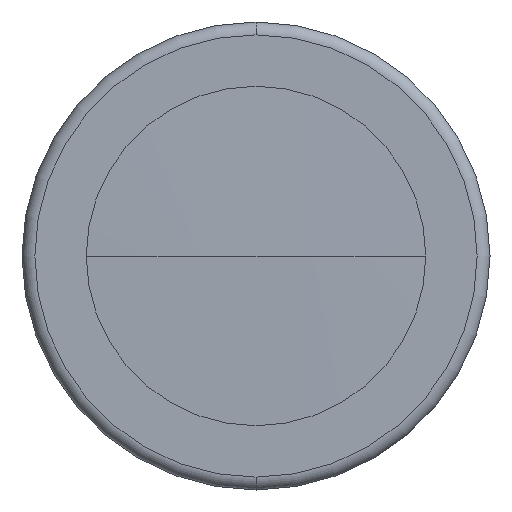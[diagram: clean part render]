
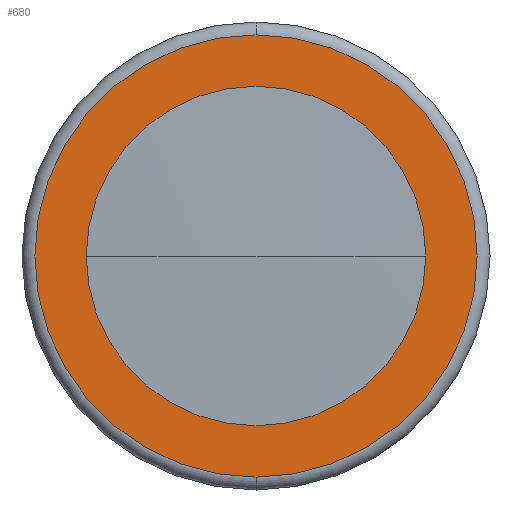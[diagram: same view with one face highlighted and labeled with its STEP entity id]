
A CAD part, front view. The second image highlights one B-rep face of the part: STEP entity #680.
In plain terms, the highlighted planar face has unit normal (0, -1, 0).
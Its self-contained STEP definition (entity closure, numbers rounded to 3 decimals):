
#57 = VERTEX_POINT ( 'NONE', #340 ) ;
#91 = CIRCLE ( 'NONE', #1015, 8.6 ) ;
#144 = AXIS2_PLACEMENT_3D ( 'NONE', #908, #1343, #1936 ) ;
#167 = CARTESIAN_POINT ( 'NONE',  ( 0., 0., 0. ) ) ;
#318 = CARTESIAN_POINT ( 'NONE',  ( 0., 0., -8.6 ) ) ;
#322 = ORIENTED_EDGE ( 'NONE', *, *, #327, .T. ) ;
#327 = EDGE_CURVE ( 'NONE', #57, #2438, #1919, .T. ) ;
#340 = CARTESIAN_POINT ( 'NONE',  ( 0., 0., 8.6 ) ) ;
#421 = ORIENTED_EDGE ( 'NONE', *, *, #708, .T. ) ;
#505 = DIRECTION ( 'NONE',  ( 0., -1., 0. ) ) ;
#555 = CARTESIAN_POINT ( 'NONE',  ( 0., 0., 0. ) ) ;
#562 = PLANE ( 'NONE',  #1665 ) ;
#641 = CIRCLE ( 'NONE', #144, 6.6 ) ;
#663 = ORIENTED_EDGE ( 'NONE', *, *, #1856, .F. ) ;
#673 = VERTEX_POINT ( 'NONE', #2152 ) ;
#680 = ADVANCED_FACE ( 'NONE', ( #737, #749 ), #562, .T. ) ;
#708 = EDGE_CURVE ( 'NONE', #2438, #57, #91, .T. ) ;
#734 = DIRECTION ( 'NONE',  ( 0., 0., -1. ) ) ;
#737 = FACE_OUTER_BOUND ( 'NONE', #1678, .T. ) ;
#749 = FACE_BOUND ( 'NONE', #1877, .T. ) ;
#908 = CARTESIAN_POINT ( 'NONE',  ( 0., 0., 0. ) ) ;
#1015 = AXIS2_PLACEMENT_3D ( 'NONE', #1807, #1616, #2598 ) ;
#1040 = VERTEX_POINT ( 'NONE', #1366 ) ;
#1283 = AXIS2_PLACEMENT_3D ( 'NONE', #1503, #505, #1742 ) ;
#1343 = DIRECTION ( 'NONE',  ( 0., -1., 0. ) ) ;
#1366 = CARTESIAN_POINT ( 'NONE',  ( 0., 0., 6.6 ) ) ;
#1417 = DIRECTION ( 'NONE',  ( 0., 0., -1. ) ) ;
#1503 = CARTESIAN_POINT ( 'NONE',  ( 0., 0., 0. ) ) ;
#1568 = ORIENTED_EDGE ( 'NONE', *, *, #1822, .F. ) ;
#1616 = DIRECTION ( 'NONE',  ( 0., -1., 0. ) ) ;
#1665 = AXIS2_PLACEMENT_3D ( 'NONE', #167, #2032, #1417 ) ;
#1678 = EDGE_LOOP ( 'NONE', ( #421, #322 ) ) ;
#1704 = AXIS2_PLACEMENT_3D ( 'NONE', #555, #1803, #734 ) ;
#1742 = DIRECTION ( 'NONE',  ( 0., 0., -1. ) ) ;
#1757 = CIRCLE ( 'NONE', #1283, 6.6 ) ;
#1803 = DIRECTION ( 'NONE',  ( 0., -1., 0. ) ) ;
#1807 = CARTESIAN_POINT ( 'NONE',  ( 0., 0., 0. ) ) ;
#1822 = EDGE_CURVE ( 'NONE', #1040, #673, #1757, .T. ) ;
#1856 = EDGE_CURVE ( 'NONE', #673, #1040, #641, .T. ) ;
#1877 = EDGE_LOOP ( 'NONE', ( #663, #1568 ) ) ;
#1919 = CIRCLE ( 'NONE', #1704, 8.6 ) ;
#1936 = DIRECTION ( 'NONE',  ( 0., 0., -1. ) ) ;
#2032 = DIRECTION ( 'NONE',  ( 0., -1., 0. ) ) ;
#2152 = CARTESIAN_POINT ( 'NONE',  ( 0., 0., -6.6 ) ) ;
#2438 = VERTEX_POINT ( 'NONE', #318 ) ;
#2598 = DIRECTION ( 'NONE',  ( 0., 0., -1. ) ) ;
